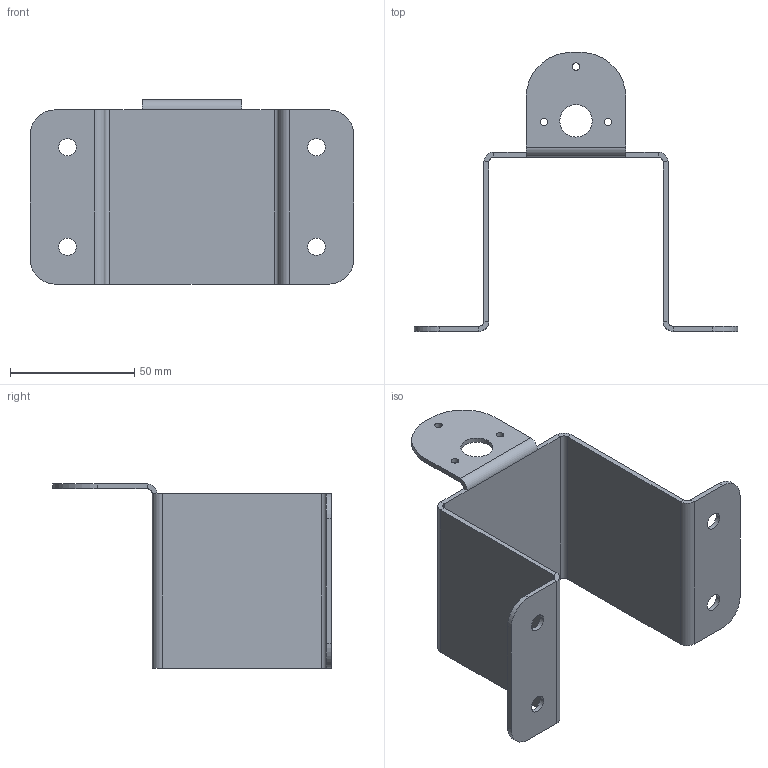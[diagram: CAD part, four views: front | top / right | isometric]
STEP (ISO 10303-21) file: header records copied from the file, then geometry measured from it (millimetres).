
FILE_DESCRIPTION (( 'STEP AP214' ), '1' );
FILE_NAME ('Base motor excduer.STEP', '2025-06-17T22:33:54', ( '' ), ( '' ), 'SwSTEP 2.0', 'SolidWorks 2023', '' );
FILE_SCHEMA (( 'AUTOMOTIVE_DESIGN' ));
Length unit declared in the file: millimetre
Products named in the file (1): Base motor excduer
Bounding box: 130 x 112 x 74 mm (x, y, z)
Volume: 39430.4 mm3; surface area: 41189.5 mm2
Topology: 1 solids, 1 shells, 70 faces, 164 edges, 96 vertices
Faces by surface type: plane 38, cylinder 32
Entity records: 2027 total; most frequent: DIRECTION 370, CARTESIAN_POINT 331, ORIENTED_EDGE 328, EDGE_CURVE 164, AXIS2_PLACEMENT_3D 135, LINE 100, VECTOR 100, VERTEX_POINT 96
